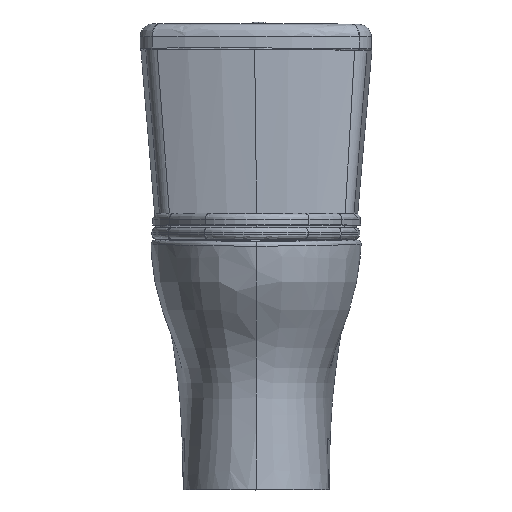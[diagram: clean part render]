
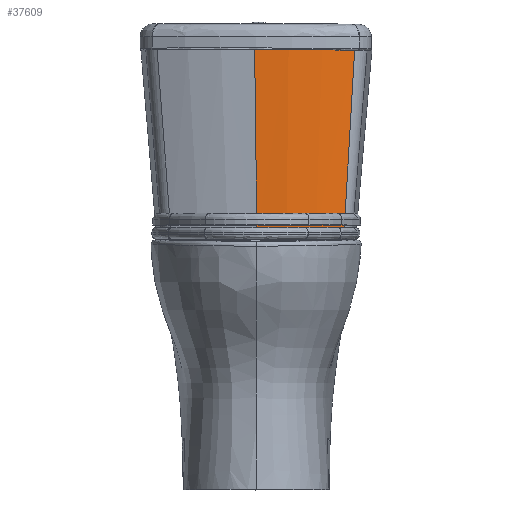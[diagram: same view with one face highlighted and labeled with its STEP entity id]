
A CAD part, top view. The second image highlights one B-rep face of the part: STEP entity #37609.
In plain terms, the highlighted free-form (B-spline) face has degree [7, 1] with [8, 2] control points.
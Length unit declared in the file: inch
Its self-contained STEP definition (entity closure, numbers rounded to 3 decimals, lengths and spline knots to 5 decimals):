
#2750 = CARTESIAN_POINT ( 'NONE',  ( 5.59498, 3.05985, 12.8543 ) ) ;
#4232 = CARTESIAN_POINT ( 'NONE',  ( 5.96091, 3.49961, 0.48636 ) ) ;
#7658 = CARTESIAN_POINT ( 'NONE',  ( 0.04925, 2.33654, 0.48636 ) ) ;
#12642 = CARTESIAN_POINT ( 'NONE',  ( 6.68163, 3.5419, 12.85424 ) ) ;
#14382 = CARTESIAN_POINT ( 'NONE',  ( 1.78285, 2.38141, 0.48636 ) ) ;
#14913 = CARTESIAN_POINT ( 'NONE',  ( 5.7822, 3.10942, 12.93479 ) ) ;
#15421 = CARTESIAN_POINT ( 'NONE',  ( 4.84549, 2.74399, 12.93479 ) ) ;
#15539 = CARTESIAN_POINT ( 'NONE',  ( 3.91446, 2.51444, 12.85424 ) ) ;
#15972 = CARTESIAN_POINT ( 'NONE',  ( 0.91582, 2.3298, 0.48636 ) ) ;
#16492 = CARTESIAN_POINT ( 'NONE',  ( 0.90073, 2.00448, 12.93479 ) ) ;
#21419 = CARTESIAN_POINT ( 'NONE',  ( 6.68105, 3.54162, 12.85431 ) ) ;
#23246 = VERTEX_POINT ( 'NONE', #21419 ) ;
#24847 = CARTESIAN_POINT ( 'NONE',  ( 6.68105, 3.54162, 12.85431 ) ) ;
#25367 = CARTESIAN_POINT ( 'NONE',  ( 6.68134, 3.54176, 12.85427 ) ) ;
#27055 = CARTESIAN_POINT ( 'NONE',  ( 5.96091, 3.49961, 0.48636 ) ) ;
#27754 = CARTESIAN_POINT ( 'NONE',  ( 1.04862, 2.0379, 12.85406 ) ) ;
#27767 = FACE_OUTER_BOUND ( 'NONE', #154087, .T. ) ;
#28778 = CARTESIAN_POINT ( 'NONE',  ( 6.1441, 3.28484, 12.85431 ) ) ;
#29544 = B_SPLINE_CURVE_WITH_KNOTS ( 'NONE', 3,
 ( #53185, #28778, #2750, #148935, #15539, #52660, #52126, #27754, #76592, #88852 ),
 .UNSPECIFIED., .F., .F.,
 ( 4, 2, 2, 2, 4 ),
 ( 0., 0.25, 0.5, 0.75, 1. ),
 .UNSPECIFIED. ) ;
#29630 = EDGE_CURVE ( 'NONE', #52141, #23246, #33491, .T. ) ;
#33035 = CARTESIAN_POINT ( 'NONE',  ( 2.64561, 2.49142, 0.48636 ) ) ;
#33371 = B_SPLINE_SURFACE_WITH_KNOTS ( 'NONE', 7, 1, ( 
 ( #62137, #77011 ),
 ( #15972, #16492 ),
 ( #14382, #112642 ),
 ( #123887, #149875 ),
 ( #76482, #64257 ),
 ( #88196, #15421 ),
 ( #99356, #14913 ),
 ( #4232, #99883 ) ),
 .UNSPECIFIED., .F., .F., .F.,
 ( 8, 8 ),
 ( 2, 2 ),
 ( 4.71117, 5.15881 ),
 ( 0., 1. ),
 .UNSPECIFIED. ) ;
#33491 = B_SPLINE_CURVE_WITH_KNOTS ( 'NONE', 3,
 ( #85402, #12642, #25367, #24847 ),
 .UNSPECIFIED., .F., .F.,
 ( 4, 4 ),
 ( 0., 1. ),
 .UNSPECIFIED. ) ;
#33823 = EDGE_CURVE ( 'NONE', #23246, #35562, #29544, .T. ) ;
#34451 = DIRECTION ( 'NONE',  ( -0.058, -0.003, -0.998 ) ) ;
#35562 = VERTEX_POINT ( 'NONE', #141636 ) ;
#37609 = ADVANCED_FACE ( 'NONE', ( #27767 ), #33371, .T. ) ;
#44687 = CARTESIAN_POINT ( 'NONE',  ( 1.78285, 2.38141, 0.48636 ) ) ;
#46291 = CARTESIAN_POINT ( 'NONE',  ( 0.04925, 2.33654, 0.48636 ) ) ;
#50719 = ORIENTED_EDGE ( 'NONE', *, *, #143218, .F. ) ;
#52126 = CARTESIAN_POINT ( 'NONE',  ( 2.19946, 2.16386, 12.85415 ) ) ;
#52141 = VERTEX_POINT ( 'NONE', #55649 ) ;
#52660 = CARTESIAN_POINT ( 'NONE',  ( 2.77411, 2.25904, 12.85418 ) ) ;
#53185 = CARTESIAN_POINT ( 'NONE',  ( 6.68105, 3.54162, 12.85431 ) ) ;
#55649 = CARTESIAN_POINT ( 'NONE',  ( 6.68192, 3.54204, 12.85421 ) ) ;
#57982 = CARTESIAN_POINT ( 'NONE',  ( 0.91582, 2.3298, 0.48636 ) ) ;
#62137 = CARTESIAN_POINT ( 'NONE',  ( 0.04925, 2.33654, 0.48636 ) ) ;
#64257 = CARTESIAN_POINT ( 'NONE',  ( 3.88252, 2.44894, 12.93479 ) ) ;
#69178 = CARTESIAN_POINT ( 'NONE',  ( 5.96091, 3.49961, 0.48636 ) ) ;
#70071 = CARTESIAN_POINT ( 'NONE',  ( 6.32376, 3.52097, 6.71057 ) ) ;
#70251 = VECTOR ( 'NONE', #34451, 39.37008 ) ;
#70738 = CARTESIAN_POINT ( 'NONE',  ( 3.49939, 2.6594, 0.48636 ) ) ;
#76482 = CARTESIAN_POINT ( 'NONE',  ( 3.49939, 2.6594, 0.48636 ) ) ;
#76592 = CARTESIAN_POINT ( 'NONE',  ( 0.47244, 2.00713, 12.85401 ) ) ;
#77011 = CARTESIAN_POINT ( 'NONE',  ( -0.10195, 2.00571, 12.93479 ) ) ;
#85402 = CARTESIAN_POINT ( 'NONE',  ( 6.68192, 3.54204, 12.85421 ) ) ;
#88196 = CARTESIAN_POINT ( 'NONE',  ( 4.33952, 2.88442, 0.48636 ) ) ;
#88852 = CARTESIAN_POINT ( 'NONE',  ( -0.10097, 2.00786, 12.85395 ) ) ;
#95913 = B_SPLINE_CURVE_WITH_KNOTS ( 'NONE', 7,
 ( #46291, #57982, #44687, #33035, #70738, #142007, #131407, #69178 ),
 .UNSPECIFIED., .F., .F.,
 ( 8, 8 ),
 ( 0., 0.15407 ),
 .UNSPECIFIED. ) ;
#99356 = CARTESIAN_POINT ( 'NONE',  ( 5.16148, 3.16509, 0.48636 ) ) ;
#99883 = CARTESIAN_POINT ( 'NONE',  ( 6.68661, 3.54232, 12.93479 ) ) ;
#104399 = CARTESIAN_POINT ( 'NONE',  ( -0.02635, 2.17113, 6.71057 ) ) ;
#104726 = LINE ( 'NONE', #104399, #156139 ) ;
#105414 = DIRECTION ( 'NONE',  ( 0.012, 0.027, -1. ) ) ;
#108269 = EDGE_CURVE ( 'NONE', #144019, #120110, #95913, .T. ) ;
#112642 = CARTESIAN_POINT ( 'NONE',  ( 1.9035, 2.07807, 12.93479 ) ) ;
#120110 = VERTEX_POINT ( 'NONE', #27055 ) ;
#121522 = ORIENTED_EDGE ( 'NONE', *, *, #108269, .T. ) ;
#123887 = CARTESIAN_POINT ( 'NONE',  ( 2.64561, 2.49142, 0.48636 ) ) ;
#131407 = CARTESIAN_POINT ( 'NONE',  ( 5.16148, 3.16509, 0.48636 ) ) ;
#135368 = EDGE_CURVE ( 'NONE', #35562, #144019, #104726, .T. ) ;
#137351 = ORIENTED_EDGE ( 'NONE', *, *, #135368, .T. ) ;
#141636 = CARTESIAN_POINT ( 'NONE',  ( -0.10097, 2.00786, 12.85395 ) ) ;
#142007 = CARTESIAN_POINT ( 'NONE',  ( 4.33952, 2.88442, 0.48636 ) ) ;
#142210 = ORIENTED_EDGE ( 'NONE', *, *, #29630, .T. ) ;
#143218 = EDGE_CURVE ( 'NONE', #52141, #120110, #150238, .T. ) ;
#144019 = VERTEX_POINT ( 'NONE', #7658 ) ;
#147736 = ORIENTED_EDGE ( 'NONE', *, *, #33823, .T. ) ;
#148935 = CARTESIAN_POINT ( 'NONE',  ( 4.48016, 2.67465, 12.85427 ) ) ;
#149875 = CARTESIAN_POINT ( 'NONE',  ( 2.89966, 2.22646, 12.93479 ) ) ;
#150238 = LINE ( 'NONE', #70071, #70251 ) ;
#154087 = EDGE_LOOP ( 'NONE', ( #137351, #121522, #50719, #142210, #147736 ) ) ;
#156139 = VECTOR ( 'NONE', #105414, 39.37008 ) ;
